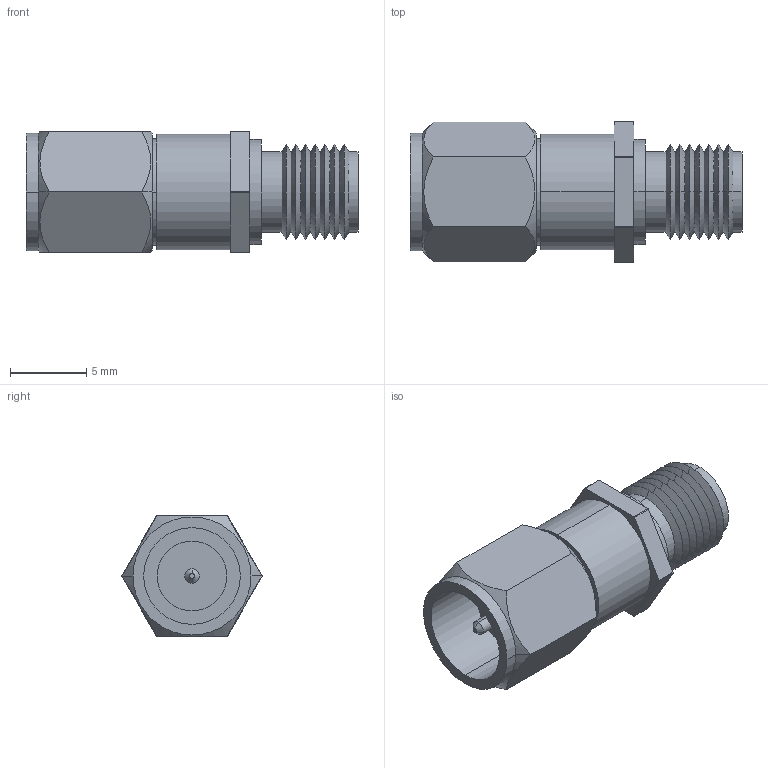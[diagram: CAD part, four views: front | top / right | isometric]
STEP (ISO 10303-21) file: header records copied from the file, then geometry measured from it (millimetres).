
FILE_DESCRIPTION (( 'STEP AP214' ), '1' );
FILE_NAME ('LCAT1005-05_3D.STEP', '2021-01-28T21:31:26', ( '' ), ( '' ), 'SwSTEP 2.0', 'SolidWorks 2018', '' );
FILE_SCHEMA (( 'AUTOMOTIVE_DESIGN' ));
Length unit declared in the file: inch
Products named in the file (3): LCAT1005-05_3D; SMA M 4 routing; LCAT1005
Assembly tree (2 placements, depth 2):
  LCAT1005-05_3D
    LCAT1005
    SMA M 4 routing
Bounding box: 21.8 x 9.2 x 8 mm (x, y, z)
Volume: 742.1 mm3; surface area: 1037.7 mm2
Topology: 2 solids, 2 shells, 98 faces, 206 edges, 124 vertices
Faces by surface type: cone 38, cylinder 32, plane 28
Entity records: 2850 total; most frequent: CARTESIAN_POINT 573, DIRECTION 500, ORIENTED_EDGE 412, EDGE_CURVE 206, AXIS2_PLACEMENT_3D 203, VERTEX_POINT 124, EDGE_LOOP 110, CIRCLE 100
